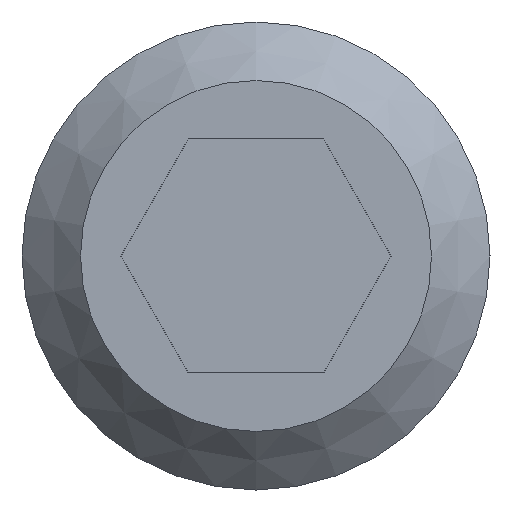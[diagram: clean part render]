
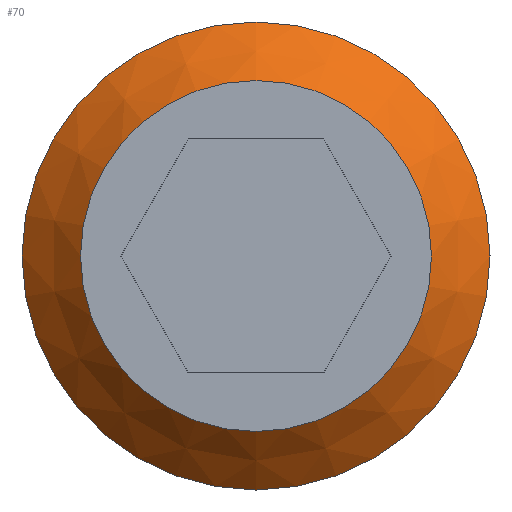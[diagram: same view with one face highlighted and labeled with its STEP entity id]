
A CAD part, left-side view. The second image highlights one B-rep face of the part: STEP entity #70.
In plain terms, the highlighted conical face has half-angle 45 degrees and reference radius 1.5 mm.
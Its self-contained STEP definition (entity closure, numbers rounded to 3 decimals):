
#70 = ADVANCED_FACE( '', ( #145, #146 ), #147, .T. );
#145 = FACE_OUTER_BOUND( '', #217, .T. );
#146 = FACE_BOUND( '', #218, .T. );
#147 = CONICAL_SURFACE( '', #219, 1.5, 0.785 );
#217 = EDGE_LOOP( '', ( #333 ) );
#218 = EDGE_LOOP( '', ( #334 ) );
#219 = AXIS2_PLACEMENT_3D( '', #335, #336, #337 );
#333 = ORIENTED_EDGE( '', *, *, #383, .F. );
#334 = ORIENTED_EDGE( '', *, *, #390, .T. );
#335 = CARTESIAN_POINT( '', ( 0., 0., 0. ) );
#336 = DIRECTION( '', ( 1., 0., 0. ) );
#337 = DIRECTION( '', ( 0., 0., -1. ) );
#383 = EDGE_CURVE( '', #442, #442, #443, .T. );
#390 = EDGE_CURVE( '', #452, #452, #453, .T. );
#442 = VERTEX_POINT( '', #519 );
#443 = CIRCLE( '', #520, 2. );
#452 = VERTEX_POINT( '', #529 );
#453 = CIRCLE( '', #530, 1.5 );
#519 = CARTESIAN_POINT( '', ( 0.5, 0., -2. ) );
#520 = AXIS2_PLACEMENT_3D( '', #580, #581, #582 );
#529 = CARTESIAN_POINT( '', ( 0., 0., -1.5 ) );
#530 = AXIS2_PLACEMENT_3D( '', #589, #590, #591 );
#580 = CARTESIAN_POINT( '', ( 0.5, 0., 0. ) );
#581 = DIRECTION( '', ( 1., 0., 0. ) );
#582 = DIRECTION( '', ( 0., 0., -1. ) );
#589 = CARTESIAN_POINT( '', ( 0., 0., 0. ) );
#590 = DIRECTION( '', ( 1., 0., 0. ) );
#591 = DIRECTION( '', ( 0., 0., -1. ) );
